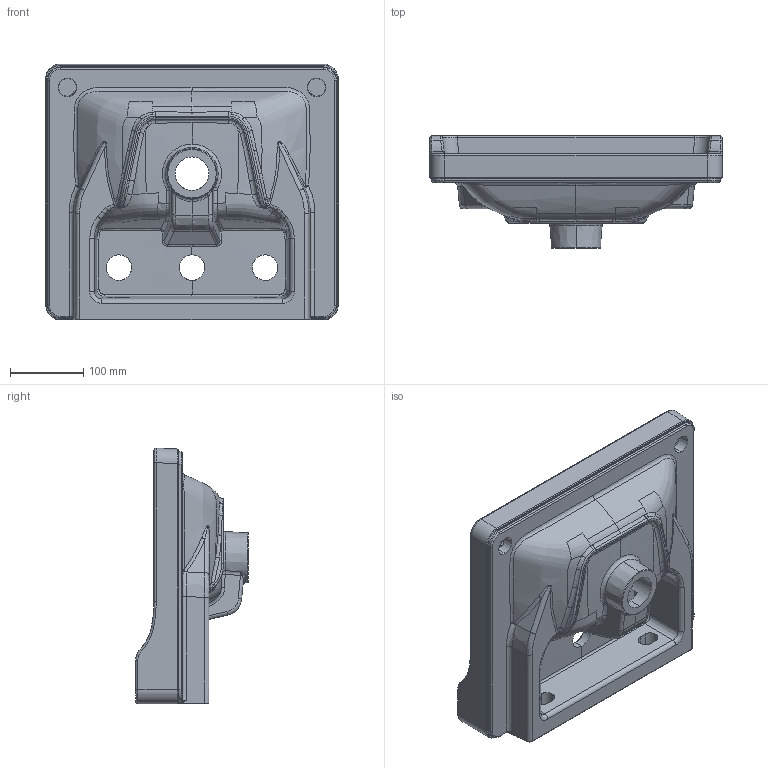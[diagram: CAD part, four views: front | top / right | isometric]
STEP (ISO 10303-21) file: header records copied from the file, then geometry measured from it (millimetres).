
FILE_DESCRIPTION (( 'STEP AP214' ), '1' );
FILE_NAME ('SOB40.3TH_STEP_V10321.STEP', '2022-11-30T09:07:29', ( '' ), ( '' ), 'SwSTEP 2.0', 'SolidWorks 2019', '' );
FILE_SCHEMA (( 'AUTOMOTIVE_DESIGN' ));
Length unit declared in the file: millimetre
Products named in the file (1): SOB40.3TH_STEP_V10321
Bounding box: 400 x 154 x 349.99 mm (x, y, z)
Volume: 4350301.1 mm3; surface area: 499005.4 mm2
Topology: 1 solids, 1 shells, 426 faces, 1077 edges, 648 vertices
Faces by surface type: bspline 253, cylinder 86, plane 40, torus 29, cone 12, sphere 6
Entity records: 52844 total; most frequent: CARTESIAN_POINT 44619, ORIENTED_EDGE 2146, DIRECTION 1130, EDGE_CURVE 1073, VERTEX_POINT 648, B_SPLINE_CURVE_WITH_KNOTS 521, AXIS2_PLACEMENT_3D 473, EDGE_LOOP 439
